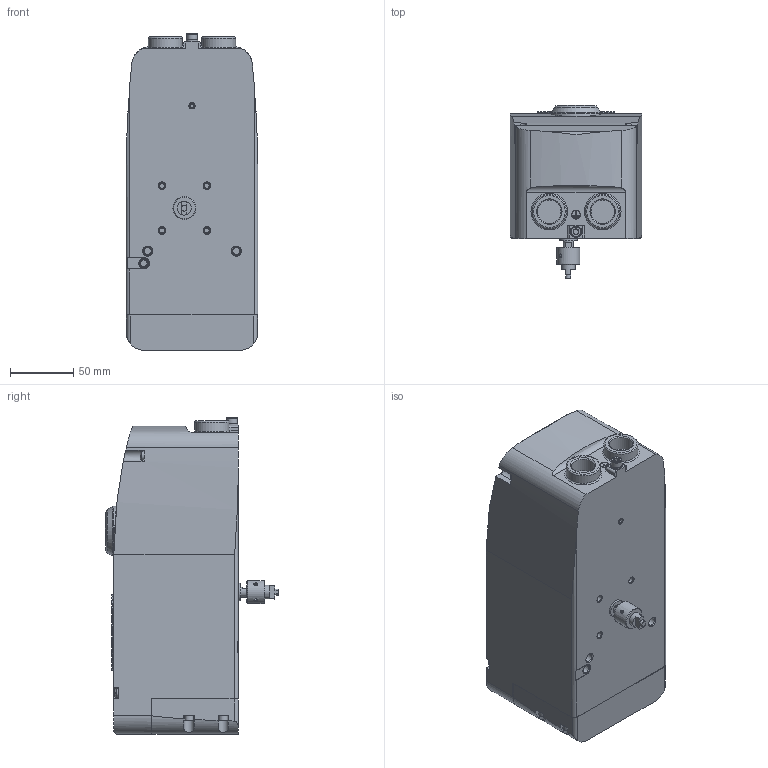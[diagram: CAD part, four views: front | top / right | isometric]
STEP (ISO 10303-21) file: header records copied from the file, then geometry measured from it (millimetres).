
FILE_DESCRIPTION(/* description */ ('STEP AP214'),/* implementation_level */ '2;1');
FILE_NAME(/* name */ '8097420_CMSH-S-VDE1-D-A-AL-G14-C1M20-HA',/* time_stamp */ '2024-08-06T14:16:14+02:00',/* author */ ('License CC BY-ND 4.0'),/* organization */ ('CADENAS'),/* preprocessor_version */ 'ST-DEVELOPER v19.3',/* originating_system */ 'PARTsolutions',/* authorisation */ ' ');
FILE_SCHEMA (('AUTOMOTIVE_DESIGN {1 0 10303 214 3 1 1}'));
Length unit declared in the file: millimetre
Products named in the file (5): 8097420 CMSH-S-VDE1-D-A-AL-G14-C1M20-HA---(high); 8148076 CMSH-S-M20---(high_h); 8154713 CAFM-M1-CK-N1---(high); 8108161 CAPS-M1-VDE1-D-A-AL-G14---(high_m); ISO-4762 M4x20
Assembly tree (7 placements, depth 2):
  8097420 CMSH-S-VDE1-D-A-AL-G14-C1M20-HA---(high)
    8148076 CMSH-S-M20---(high_h)
    8154713 CAFM-M1-CK-N1---(high)
    8108161 CAPS-M1-VDE1-D-A-AL-G14---(high_m)
    ISO-4762 M4x20  x4
Bounding box: 104 x 136.74 x 250 mm (x, y, z)
Volume: 2358510.6 mm3; surface area: 147260.1 mm2
Topology: 7 solids, 7 shells, 540 faces, 1280 edges, 829 vertices
Faces by surface type: plane 309, cylinder 123, cone 72, torus 36
Full cylindrical faces by diameter (mm): 2.459 x1, 3 x6, 3.242 x4, 4 x13, 4.3 x4, 4.917 x4, 5 x12, 6.525 x1, 6.647 x2, 7 x5, 8 x2, 8.5 x1, 9.2 x1, 11 x1, 11.445 x4, 14 x1, 18 x1, 18.376 x2, 27 x2
Entity records: 12822 total; most frequent: CARTESIAN_POINT 2557, DIRECTION 2110, ORIENTED_EDGE 1886, EDGE_CURVE 943, AXIS2_PLACEMENT_3D 787, VERTEX_POINT 689, FACE_BOUND 660, EDGE_LOOP 658
